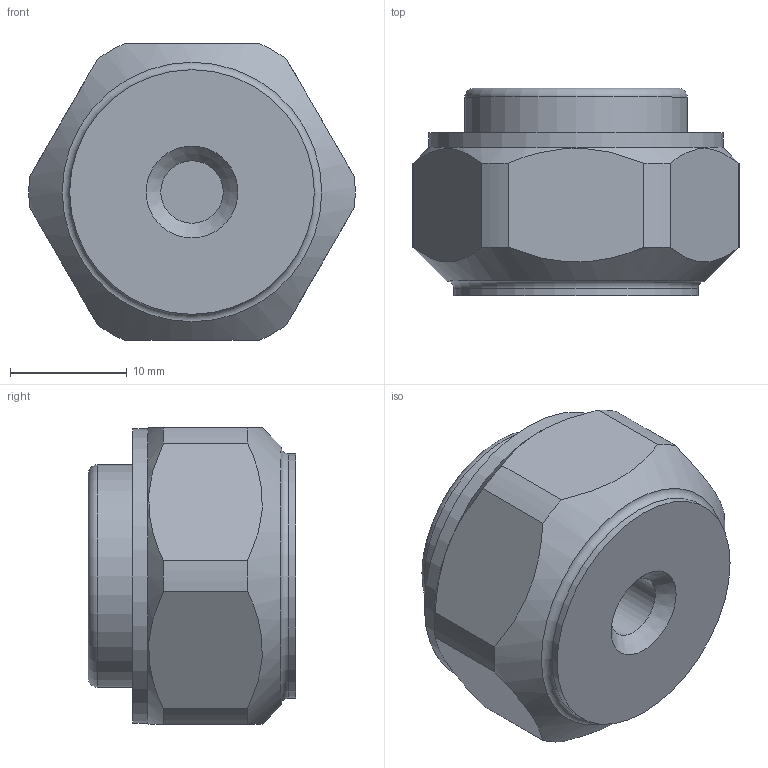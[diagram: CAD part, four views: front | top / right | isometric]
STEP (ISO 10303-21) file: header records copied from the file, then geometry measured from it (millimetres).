
FILE_DESCRIPTION(/* description */ (''),/* implementation_level */ '2;1');
FILE_NAME(/* name */ 'MH151-1A.stp',/* time_stamp */ '2020-08-03T11:23:56-04:00',/* author */ ('lcup'),/* organization */ (''),/* preprocessor_version */ 'ST-DEVELOPER v18',/* originating_system */ 'Autodesk Inventor 2020',/* authorisation */ '');
FILE_SCHEMA (('AUTOMOTIVE_DESIGN { 1 0 10303 214 3 1 1 }'));
Length unit declared in the file: inch
Products named in the file (4): MH151-1A; MHP10028; MH151-1A, EPOXY; MHP10194
Assembly tree (3 placements, depth 2):
  MH151-1A
    MHP10028
    MH151-1A, EPOXY
    MHP10194
Bounding box: 27.93 x 17.78 x 25.4 mm (x, y, z)
Volume: 7864.8 mm3; surface area: 5855.6 mm2
Topology: 3 solids, 3 shells, 67 faces, 187 edges, 140 vertices
Faces by surface type: cylinder 27, plane 22, bspline 8, cone 8, torus 2
Full cylindrical faces by diameter (mm): 5.359 x7, 19.05 x3, 20.955 x1, 23.368 x4, 23.876 x2, 25.222 x1
Entity records: 9673 total; most frequent: CARTESIAN_POINT 7773, ORIENTED_EDGE 362, DIRECTION 353, EDGE_CURVE 181, AXIS2_PLACEMENT_3D 153, VERTEX_POINT 129, CIRCLE 86, EDGE_LOOP 76
